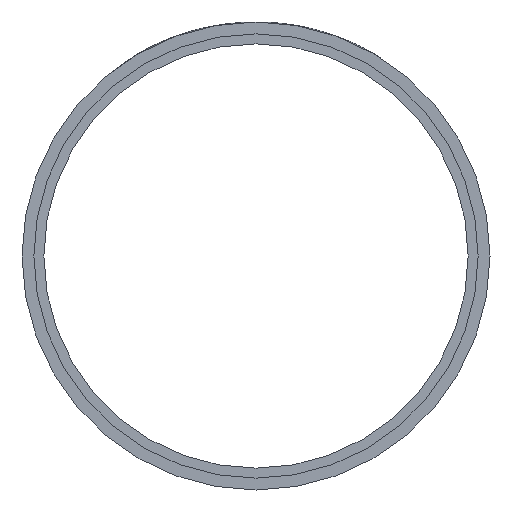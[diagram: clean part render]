
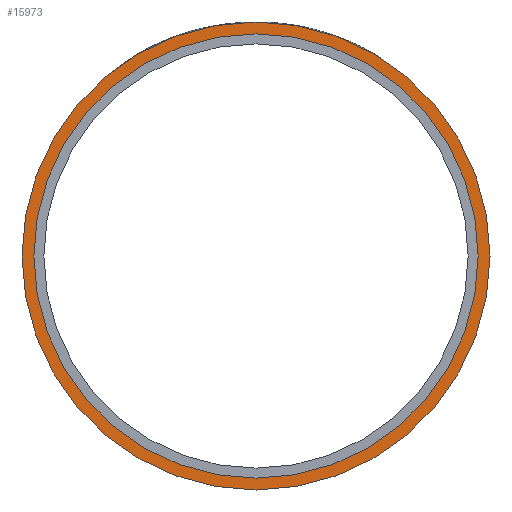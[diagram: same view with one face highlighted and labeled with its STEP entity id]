
A CAD part, front view. The second image highlights one B-rep face of the part: STEP entity #15973.
In plain terms, the highlighted planar face has unit normal (0, -1, 0).
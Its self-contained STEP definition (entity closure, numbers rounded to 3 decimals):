
#357 = EDGE_LOOP ( 'NONE', ( #14257, #2768 ) ) ;
#365 = DIRECTION ( 'NONE',  ( 0., 0., -1. ) ) ;
#502 = DIRECTION ( 'NONE',  ( 0., -1., 0. ) ) ;
#587 = DIRECTION ( 'NONE',  ( 0., 0., -1. ) ) ;
#1149 = CARTESIAN_POINT ( 'NONE',  ( 0., 1.202, 0. ) ) ;
#1208 = EDGE_CURVE ( 'NONE', #11352, #14797, #7804, .T. ) ;
#1426 = EDGE_CURVE ( 'NONE', #14797, #11352, #5974, .T. ) ;
#2473 = ORIENTED_EDGE ( 'NONE', *, *, #1208, .T. ) ;
#2594 = AXIS2_PLACEMENT_3D ( 'NONE', #1149, #11165, #9934 ) ;
#2768 = ORIENTED_EDGE ( 'NONE', *, *, #5238, .F. ) ;
#2905 = DIRECTION ( 'NONE',  ( 0., 0., 1. ) ) ;
#3142 = CARTESIAN_POINT ( 'NONE',  ( 0., 1.202, 0. ) ) ;
#4062 = DIRECTION ( 'NONE',  ( 0., -1., 0. ) ) ;
#5238 = EDGE_CURVE ( 'NONE', #10787, #5597, #16210, .T. ) ;
#5597 = VERTEX_POINT ( 'NONE', #9010 ) ;
#5773 = CIRCLE ( 'NONE', #13396, 35.6 ) ;
#5974 = CIRCLE ( 'NONE', #15152, 37.5 ) ;
#6590 = DIRECTION ( 'NONE',  ( 0., 1., 0. ) ) ;
#6875 = CARTESIAN_POINT ( 'NONE',  ( 0., 1.202, 37.5 ) ) ;
#7804 = CIRCLE ( 'NONE', #13061, 37.5 ) ;
#8872 = DIRECTION ( 'NONE',  ( 0., -1., 0. ) ) ;
#8958 = EDGE_LOOP ( 'NONE', ( #9737, #2473 ) ) ;
#9010 = CARTESIAN_POINT ( 'NONE',  ( 0., 1.202, -35.6 ) ) ;
#9149 = CARTESIAN_POINT ( 'NONE',  ( 0., 1.202, 0. ) ) ;
#9492 = FACE_OUTER_BOUND ( 'NONE', #8958, .T. ) ;
#9737 = ORIENTED_EDGE ( 'NONE', *, *, #1426, .T. ) ;
#9934 = DIRECTION ( 'NONE',  ( 0., 0., -1. ) ) ;
#10787 = VERTEX_POINT ( 'NONE', #12492 ) ;
#11165 = DIRECTION ( 'NONE',  ( 0., -1., 0. ) ) ;
#11352 = VERTEX_POINT ( 'NONE', #6875 ) ;
#11455 = CARTESIAN_POINT ( 'NONE',  ( 0., 1.202, -37.5 ) ) ;
#11491 = DIRECTION ( 'NONE',  ( 0., 0., -1. ) ) ;
#12492 = CARTESIAN_POINT ( 'NONE',  ( 0., 1.202, 35.6 ) ) ;
#13061 = AXIS2_PLACEMENT_3D ( 'NONE', #3142, #502, #587 ) ;
#13266 = CARTESIAN_POINT ( 'NONE',  ( -35.6, 1.202, 0. ) ) ;
#13396 = AXIS2_PLACEMENT_3D ( 'NONE', #9149, #4062, #365 ) ;
#13720 = CARTESIAN_POINT ( 'NONE',  ( 0., 1.202, 0. ) ) ;
#14257 = ORIENTED_EDGE ( 'NONE', *, *, #14856, .F. ) ;
#14498 = PLANE ( 'NONE',  #14700 ) ;
#14700 = AXIS2_PLACEMENT_3D ( 'NONE', #13266, #6590, #2905 ) ;
#14797 = VERTEX_POINT ( 'NONE', #11455 ) ;
#14813 = FACE_BOUND ( 'NONE', #357, .T. ) ;
#14856 = EDGE_CURVE ( 'NONE', #5597, #10787, #5773, .T. ) ;
#15152 = AXIS2_PLACEMENT_3D ( 'NONE', #13720, #8872, #11491 ) ;
#15973 = ADVANCED_FACE ( 'NONE', ( #14813, #9492 ), #14498, .F. ) ;
#16210 = CIRCLE ( 'NONE', #2594, 35.6 ) ;
